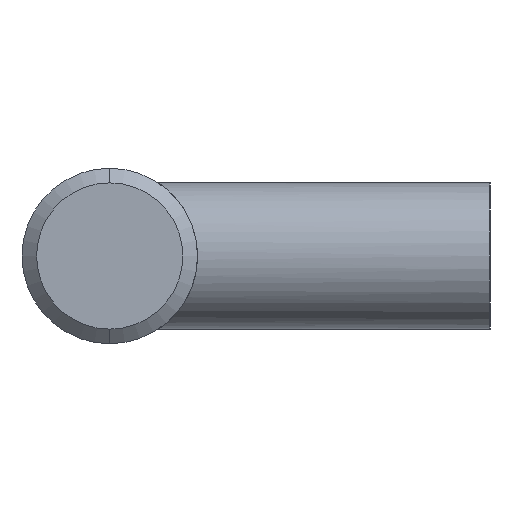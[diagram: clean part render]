
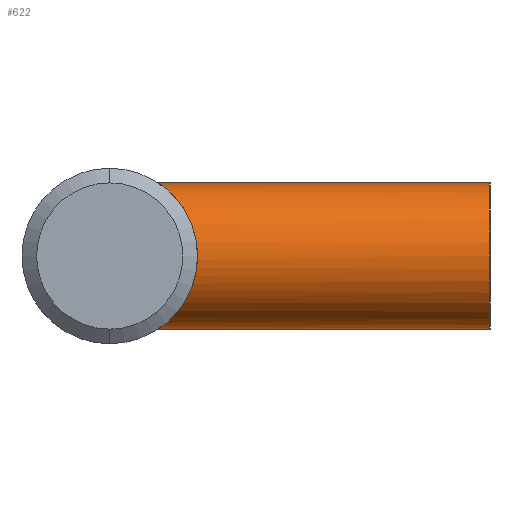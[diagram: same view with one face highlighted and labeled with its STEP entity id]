
A CAD part, left-side view. The second image highlights one B-rep face of the part: STEP entity #622.
In plain terms, the highlighted cylindrical face has radius 5 mm (diameter 10 mm), a partial arc.
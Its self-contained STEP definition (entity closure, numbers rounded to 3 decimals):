
#15 = DIRECTION ( 'NONE',  ( 0., 1., 0. ) ) ;
#18 = VECTOR ( 'NONE', #621, 1000. ) ;
#25 = CARTESIAN_POINT ( 'NONE',  ( -1.667, -3.709, -4.717 ) ) ;
#26 = VECTOR ( 'NONE', #15, 1000. ) ;
#30 = CARTESIAN_POINT ( 'NONE',  ( -4.991, -5.993, -0.342 ) ) ;
#40 = CARTESIAN_POINT ( 'NONE',  ( -1.195, -3.522, -4.858 ) ) ;
#54 = VERTEX_POINT ( 'NONE', #445 ) ;
#67 = B_SPLINE_CURVE_WITH_KNOTS ( 'NONE', 3,
 ( #168, #355, #70, #521, #229, #135, #333, #232, #185, #278, #141, #191, #470, #568, #525, #181, #93, #379, #372, #30, #90, #287, #236, #327, #85, #472, #611, #368, #614, #143, #571, #330, #482, #25, #88, #40, #82, #274, #558, #424, #323 ),
 .UNSPECIFIED., .F., .F.,
 ( 4, 2, 2, 2, 2, 2, 2, 2, 2, 1, 2, 2, 2, 2, 2, 2, 2, 2, 2, 2, 4 ),
 ( 0., 0.001, 0.002, 0.003, 0.004, 0.005, 0.006, 0.007, 0.008, 0.008, 0.009, 0.009, 0.01, 0.011, 0.013, 0.014, 0.015, 0.015, 0.016, 0.016, 0.017 ),
 .UNSPECIFIED. ) ;
#70 = CARTESIAN_POINT ( 'NONE',  ( -0.696, -3.374, 4.963 ) ) ;
#76 = CARTESIAN_POINT ( 'NONE',  ( 0., -3.317, 5. ) ) ;
#82 = CARTESIAN_POINT ( 'NONE',  ( -0.865, -3.424, -4.927 ) ) ;
#85 = CARTESIAN_POINT ( 'NONE',  ( -4.449, -5.548, -2.307 ) ) ;
#88 = CARTESIAN_POINT ( 'NONE',  ( -1.356, -3.58, -4.815 ) ) ;
#90 = CARTESIAN_POINT ( 'NONE',  ( -4.955, -5.963, -0.689 ) ) ;
#93 = CARTESIAN_POINT ( 'NONE',  ( -4.954, -5.961, 0.702 ) ) ;
#135 = CARTESIAN_POINT ( 'NONE',  ( -2.249, -3.999, 4.477 ) ) ;
#141 = CARTESIAN_POINT ( 'NONE',  ( -3.921, -5.134, 3.119 ) ) ;
#143 = CARTESIAN_POINT ( 'NONE',  ( -3.04, -4.494, -3.982 ) ) ;
#162 = DIRECTION ( 'NONE',  ( 0., 1., 0. ) ) ;
#168 = CARTESIAN_POINT ( 'NONE',  ( 0., -3.317, 5. ) ) ;
#175 = EDGE_CURVE ( 'NONE', #428, #54, #67, .T. ) ;
#181 = CARTESIAN_POINT ( 'NONE',  ( -4.926, -5.938, 0.875 ) ) ;
#185 = CARTESIAN_POINT ( 'NONE',  ( -3.272, -4.656, 3.794 ) ) ;
#191 = CARTESIAN_POINT ( 'NONE',  ( -4.284, -5.417, 2.597 ) ) ;
#224 = EDGE_CURVE ( 'NONE', #283, #54, #377, .T. ) ;
#229 = CARTESIAN_POINT ( 'NONE',  ( -1.667, -3.704, 4.724 ) ) ;
#230 = ORIENTED_EDGE ( 'NONE', *, *, #448, .T. ) ;
#232 = CARTESIAN_POINT ( 'NONE',  ( -3.035, -4.491, 3.986 ) ) ;
#236 = CARTESIAN_POINT ( 'NONE',  ( -4.821, -5.852, -1.369 ) ) ;
#240 = CARTESIAN_POINT ( 'NONE',  ( 0., -26., -5. ) ) ;
#274 = CARTESIAN_POINT ( 'NONE',  ( -0.697, -3.385, -4.954 ) ) ;
#278 = CARTESIAN_POINT ( 'NONE',  ( -3.714, -4.977, 3.362 ) ) ;
#283 = VERTEX_POINT ( 'NONE', #240 ) ;
#287 = CARTESIAN_POINT ( 'NONE',  ( -4.928, -5.94, -0.863 ) ) ;
#320 = AXIS2_PLACEMENT_3D ( 'NONE', #410, #162, #457 ) ;
#323 = CARTESIAN_POINT ( 'NONE',  ( 0., -3.317, -5. ) ) ;
#327 = CARTESIAN_POINT ( 'NONE',  ( -4.717, -5.766, -1.692 ) ) ;
#328 = VERTEX_POINT ( 'NONE', #605 ) ;
#330 = CARTESIAN_POINT ( 'NONE',  ( -2.252, -4.001, -4.475 ) ) ;
#333 = CARTESIAN_POINT ( 'NONE',  ( -2.525, -4.164, 4.327 ) ) ;
#350 = CYLINDRICAL_SURFACE ( 'NONE', #477, 5. ) ;
#355 = CARTESIAN_POINT ( 'NONE',  ( -0.354, -3.317, 5. ) ) ;
#365 = EDGE_CURVE ( 'NONE', #328, #428, #499, .T. ) ;
#368 = CARTESIAN_POINT ( 'NONE',  ( -3.718, -4.98, -3.357 ) ) ;
#372 = CARTESIAN_POINT ( 'NONE',  ( -5.009, -6.008, 0.006 ) ) ;
#377 = LINE ( 'NONE', #479, #18 ) ;
#379 = CARTESIAN_POINT ( 'NONE',  ( -4.991, -5.992, 0.354 ) ) ;
#410 = CARTESIAN_POINT ( 'NONE',  ( 0., -26., 0. ) ) ;
#424 = CARTESIAN_POINT ( 'NONE',  ( -0.175, -3.317, -5. ) ) ;
#428 = VERTEX_POINT ( 'NONE', #76 ) ;
#439 = DIRECTION ( 'NONE',  ( 0., 1., 0. ) ) ;
#445 = CARTESIAN_POINT ( 'NONE',  ( 0., -3.317, -5. ) ) ;
#448 = EDGE_CURVE ( 'NONE', #283, #328, #449, .T. ) ;
#449 = CIRCLE ( 'NONE', #320, 5. ) ;
#457 = DIRECTION ( 'NONE',  ( 0., 0., 1. ) ) ;
#460 = CARTESIAN_POINT ( 'NONE',  ( 0., -26., 5. ) ) ;
#470 = CARTESIAN_POINT ( 'NONE',  ( -4.444, -5.545, 2.316 ) ) ;
#472 = CARTESIAN_POINT ( 'NONE',  ( -4.289, -5.42, -2.59 ) ) ;
#477 = AXIS2_PLACEMENT_3D ( 'NONE', #628, #439, #574 ) ;
#479 = CARTESIAN_POINT ( 'NONE',  ( 0., -26., -5. ) ) ;
#482 = CARTESIAN_POINT ( 'NONE',  ( -1.816, -3.779, -4.661 ) ) ;
#488 = ORIENTED_EDGE ( 'NONE', *, *, #224, .F. ) ;
#499 = LINE ( 'NONE', #460, #26 ) ;
#521 = CARTESIAN_POINT ( 'NONE',  ( -1.36, -3.571, 4.823 ) ) ;
#525 = CARTESIAN_POINT ( 'NONE',  ( -4.818, -5.849, 1.38 ) ) ;
#558 = CARTESIAN_POINT ( 'NONE',  ( -0.353, -3.331, -4.991 ) ) ;
#568 = CARTESIAN_POINT ( 'NONE',  ( -4.713, -5.762, 1.703 ) ) ;
#571 = CARTESIAN_POINT ( 'NONE',  ( -2.527, -4.165, -4.325 ) ) ;
#574 = DIRECTION ( 'NONE',  ( 0., 0., 1. ) ) ;
#584 = ORIENTED_EDGE ( 'NONE', *, *, #365, .T. ) ;
#590 = FACE_OUTER_BOUND ( 'NONE', #612, .T. ) ;
#605 = CARTESIAN_POINT ( 'NONE',  ( 0., -26., 5. ) ) ;
#611 = CARTESIAN_POINT ( 'NONE',  ( -3.924, -5.136, -3.116 ) ) ;
#612 = EDGE_LOOP ( 'NONE', ( #488, #230, #584, #613 ) ) ;
#613 = ORIENTED_EDGE ( 'NONE', *, *, #175, .T. ) ;
#614 = CARTESIAN_POINT ( 'NONE',  ( -3.277, -4.66, -3.789 ) ) ;
#621 = DIRECTION ( 'NONE',  ( 0., 1., 0. ) ) ;
#622 = ADVANCED_FACE ( 'NONE', ( #590 ), #350, .T. ) ;
#628 = CARTESIAN_POINT ( 'NONE',  ( 0., -26., 0. ) ) ;
